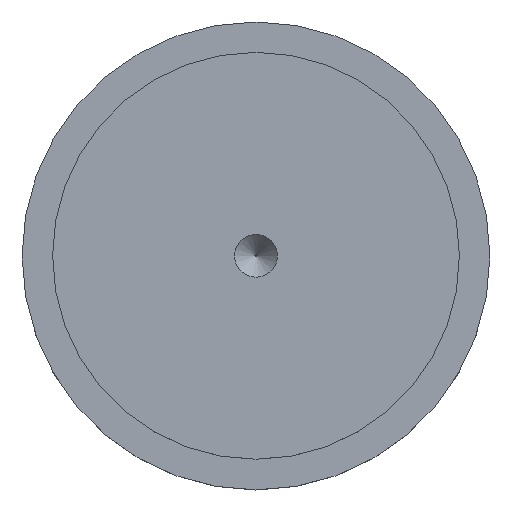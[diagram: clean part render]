
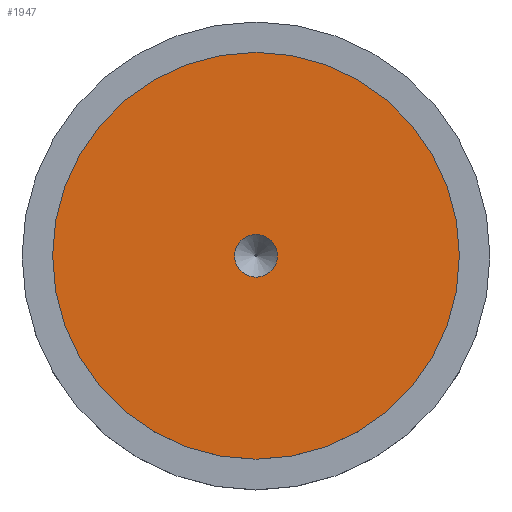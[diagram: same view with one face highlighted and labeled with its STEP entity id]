
A CAD part, top view. The second image highlights one B-rep face of the part: STEP entity #1947.
In plain terms, the highlighted planar face has unit normal (0, 0, 1).
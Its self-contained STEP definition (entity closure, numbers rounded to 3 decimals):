
#1920=CARTESIAN_POINT('',(5.,-100.,13.807));
#1921=DIRECTION('',(0.,0.,-1.));
#1922=DIRECTION('',(1.,0.,0.));
#1923=AXIS2_PLACEMENT_3D('',#1920,#1921,#1922);
#1924=PLANE('',#1923);
#1925=CARTESIAN_POINT('',(-1.05,-100.,13.807));
#1926=VERTEX_POINT('',#1925);
#1927=CARTESIAN_POINT('',(0.,-100.,13.807));
#1928=DIRECTION('',(0.,-0.,1.));
#1929=DIRECTION('',(-1.,0.,0.));
#1930=AXIS2_PLACEMENT_3D('',#1927,#1928,#1929);
#1931=CIRCLE('',#1930,1.05);
#1932=EDGE_CURVE('',#1926,#1926,#1931,.T.);
#1933=ORIENTED_EDGE('',*,*,#1932,.F.);
#1934=EDGE_LOOP('',(#1933));
#1935=FACE_BOUND('',#1934,.T.);
#1936=CARTESIAN_POINT('',(10.,-100.,13.807));
#1937=VERTEX_POINT('',#1936);
#1938=CARTESIAN_POINT('',(0.,-100.,13.807));
#1939=DIRECTION('',(0.,0.,-1.));
#1940=DIRECTION('',(1.,0.,0.));
#1941=AXIS2_PLACEMENT_3D('',#1938,#1939,#1940);
#1942=CIRCLE('',#1941,10.);
#1943=EDGE_CURVE('',#1937,#1937,#1942,.T.);
#1944=ORIENTED_EDGE('',*,*,#1943,.F.);
#1945=EDGE_LOOP('',(#1944));
#1946=FACE_BOUND('',#1945,.T.);
#1947=ADVANCED_FACE('',(#1935,#1946),#1924,.F.);
